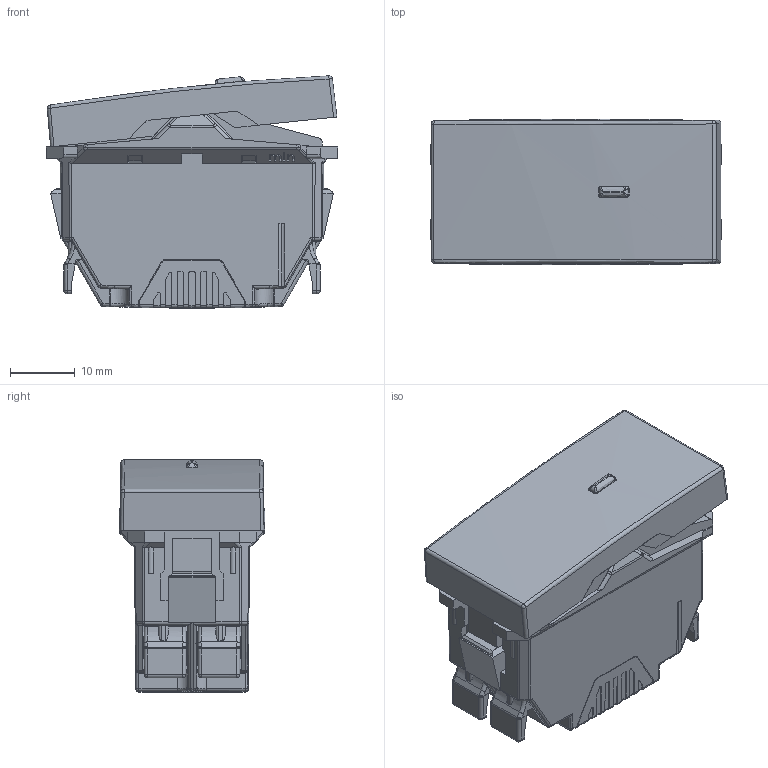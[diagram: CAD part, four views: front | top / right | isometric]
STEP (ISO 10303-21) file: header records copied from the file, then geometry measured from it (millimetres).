
FILE_DESCRIPTION (( 'STEP AP214' ), '1' );
FILE_NAME ('6120926.STEP', '2025-01-20T10:47:52', ( '' ), ( '' ), 'SwSTEP 2.0', 'SolidWorks 2024', '' );
FILE_SCHEMA (( 'AUTOMOTIVE_DESIGN' ));
Length unit declared in the file: millimetre
Products named in the file (1): 6120926
Bounding box: 44.8 x 22.4 x 35.74 mm (x, y, z)
Volume: 33849.1 mm3; surface area: 13002.2 mm2
Topology: 5 solids, 21 shells, 1631 faces, 4592 edges, 2984 vertices
Faces by surface type: plane 960, cylinder 414, bspline 217, cone 29, sphere 10, torus 1
Entity records: 58496 total; most frequent: CARTESIAN_POINT 19579, ORIENTED_EDGE 9126, DIRECTION 6577, EDGE_CURVE 4563, VERTEX_POINT 2984, LINE 2941, VECTOR 2941, AXIS2_PLACEMENT_3D 1818
